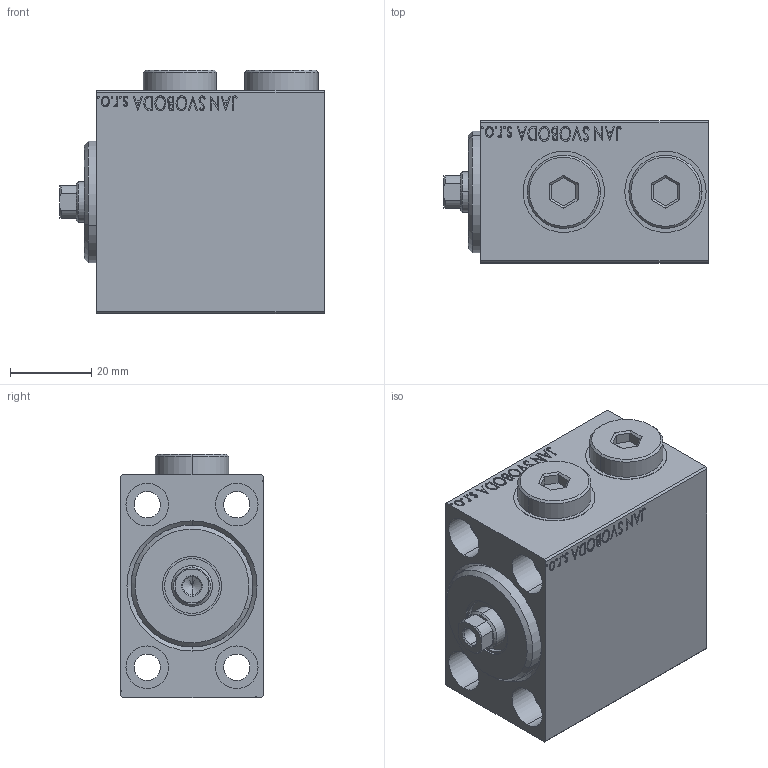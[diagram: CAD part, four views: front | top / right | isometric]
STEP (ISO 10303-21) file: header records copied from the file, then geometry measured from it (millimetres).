
FILE_DESCRIPTION (( 'STEP AP203' ), '1' );
FILE_NAME ('a321.STEP', '2024-02-13T11:02:41', ( '' ), ( '' ), 'SwSTEP 2.0', 'SolidWorks 2019', '' );
FILE_SCHEMA (( 'CONFIG_CONTROL_DESIGN' ));
Length unit declared in the file: millimetre
Products named in the file (5): a321; Zatka_OIL_PORT 43ac49faf3b95aa9ce3c7e0bf76bba44; V450CM_C_VCP 43ac49faf3b95aa9ce3c7e0bf76bba44; V450CM_C_Body 43ac49faf3b95aa9ce3c7e0bf76bba44; V450CM_VC_B 43ac49faf3b95aa9ce3c7e0bf76bba44
Assembly tree (5 placements, depth 2):
  a321
    V450CM_C_Body 43ac49faf3b95aa9ce3c7e0bf76bba44
    V450CM_C_VCP 43ac49faf3b95aa9ce3c7e0bf76bba44
    V450CM_VC_B 43ac49faf3b95aa9ce3c7e0bf76bba44
    Zatka_OIL_PORT 43ac49faf3b95aa9ce3c7e0bf76bba44  x2
Bounding box: 65 x 35 x 59.9 mm (x, y, z)
Volume: 93219.2 mm3; surface area: 31380.9 mm2
Topology: 5 solids, 5 shells, 919 faces, 2334 edges, 1541 vertices
Faces by surface type: plane 443, bspline 380, cylinder 78, cone 18
Entity records: 45253 total; most frequent: CARTESIAN_POINT 25377, ORIENTED_EDGE 4584, DIRECTION 2734, EDGE_CURVE 2292, VERTEX_POINT 1517, VECTOR 1354, LINE 1354, EDGE_LOOP 1035
